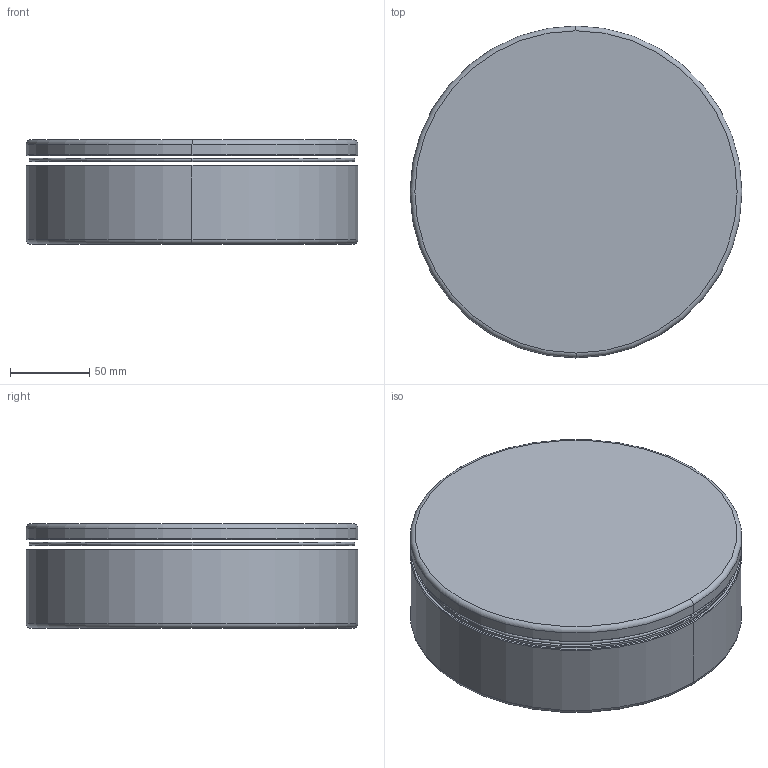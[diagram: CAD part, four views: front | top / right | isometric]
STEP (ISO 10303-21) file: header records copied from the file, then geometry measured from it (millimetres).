
FILE_DESCRIPTION((''),'2;1');
FILE_NAME('BOX_TOTAL_ASM','2016-07-30T',('song'),(''),'CREO PARAMETRIC BY PTC INC, 2014350','CREO PARAMETRIC BY PTC INC, 2014350','');
FILE_SCHEMA(('CONFIG_CONTROL_DESIGN'));
Length unit declared in the file: millimetre
Products named in the file (4): BOX_LOWER; BOX_UPPER; ORING; BOX_TOTAL_ASM
Assembly tree (3 placements, depth 2):
  BOX_TOTAL_ASM
    BOX_LOWER
    BOX_UPPER
    ORING
Bounding box: 210 x 210 x 66 mm (x, y, z)
Volume: 412818.6 mm3; surface area: 215836 mm2
Topology: 3 solids, 3 shells, 32 faces, 60 edges, 36 vertices
Faces by surface type: cylinder 12, plane 8, torus 8, cone 4
Entity records: 1308 total; most frequent: DIRECTION 182, COLOUR_RGB 173, CARTESIAN_POINT 135, ORIENTED_EDGE 120, AXIS2_PLACEMENT_3D 83, PRESENTATION_STYLE_ASSIGNMENT 63, STYLED_ITEM 63, CURVE_STYLE 60
